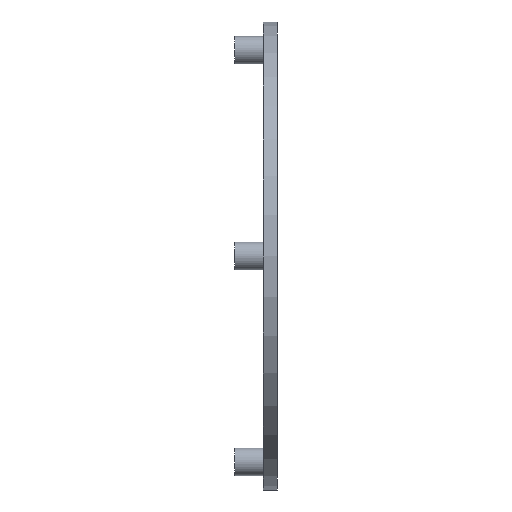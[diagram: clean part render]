
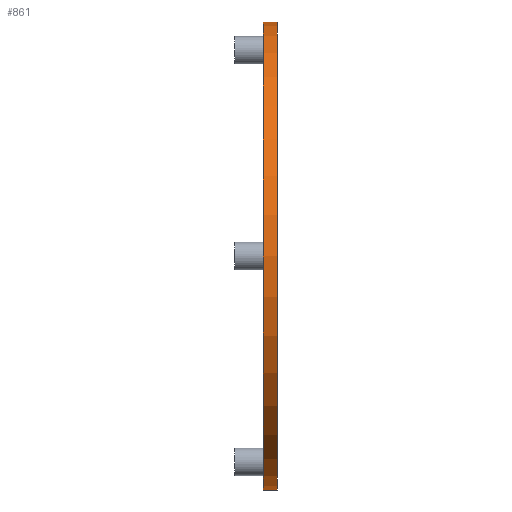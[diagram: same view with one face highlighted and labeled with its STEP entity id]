
A CAD part, left-side view. The second image highlights one B-rep face of the part: STEP entity #861.
In plain terms, the highlighted cylindrical face has radius 81.8 mm (diameter 163.6 mm), a partial arc.
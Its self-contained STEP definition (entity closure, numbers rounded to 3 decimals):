
#14 = DIRECTION ( 'NONE',  ( 0., -1., 0. ) ) ;
#32 = EDGE_CURVE ( 'NONE', #964, #1004, #1042, .T. ) ;
#105 = CIRCLE ( 'NONE', #1724, 81.8 ) ;
#155 = DIRECTION ( 'NONE',  ( 0., -1., 0. ) ) ;
#373 = VERTEX_POINT ( 'NONE', #1467 ) ;
#440 = LINE ( 'NONE', #1138, #981 ) ;
#447 = CARTESIAN_POINT ( 'NONE',  ( 0., 5., -81.8 ) ) ;
#466 = FACE_OUTER_BOUND ( 'NONE', #1436, .T. ) ;
#682 = DIRECTION ( 'NONE',  ( 0., 0., -1. ) ) ;
#716 = ORIENTED_EDGE ( 'NONE', *, *, #1243, .F. ) ;
#719 = VECTOR ( 'NONE', #835, 1000. ) ;
#737 = DIRECTION ( 'NONE',  ( 0., 0., -1. ) ) ;
#802 = VERTEX_POINT ( 'NONE', #447 ) ;
#822 = CARTESIAN_POINT ( 'NONE',  ( 0., 5., 0. ) ) ;
#827 = ORIENTED_EDGE ( 'NONE', *, *, #32, .F. ) ;
#835 = DIRECTION ( 'NONE',  ( 0., -1., 0. ) ) ;
#846 = DIRECTION ( 'NONE',  ( 0., -1., 0. ) ) ;
#861 = ADVANCED_FACE ( 'NONE', ( #466 ), #868, .T. ) ;
#868 = CYLINDRICAL_SURFACE ( 'NONE', #1208, 81.8 ) ;
#959 = CARTESIAN_POINT ( 'NONE',  ( 0., 0., 0. ) ) ;
#964 = VERTEX_POINT ( 'NONE', #1458 ) ;
#981 = VECTOR ( 'NONE', #846, 1000. ) ;
#1004 = VERTEX_POINT ( 'NONE', #1200 ) ;
#1042 = CIRCLE ( 'NONE', #1373, 81.8 ) ;
#1088 = LINE ( 'NONE', #1481, #719 ) ;
#1116 = DIRECTION ( 'NONE',  ( 0., 0., -1. ) ) ;
#1138 = CARTESIAN_POINT ( 'NONE',  ( 0., 5., 81.8 ) ) ;
#1163 = DIRECTION ( 'NONE',  ( 0., -1., 0. ) ) ;
#1174 = EDGE_CURVE ( 'NONE', #802, #1004, #1088, .T. ) ;
#1200 = CARTESIAN_POINT ( 'NONE',  ( 0., 0., -81.8 ) ) ;
#1208 = AXIS2_PLACEMENT_3D ( 'NONE', #1689, #1163, #737 ) ;
#1243 = EDGE_CURVE ( 'NONE', #373, #964, #440, .T. ) ;
#1262 = ORIENTED_EDGE ( 'NONE', *, *, #1174, .T. ) ;
#1373 = AXIS2_PLACEMENT_3D ( 'NONE', #959, #14, #1116 ) ;
#1436 = EDGE_LOOP ( 'NONE', ( #716, #1491, #1262, #827 ) ) ;
#1458 = CARTESIAN_POINT ( 'NONE',  ( 0., 0., 81.8 ) ) ;
#1467 = CARTESIAN_POINT ( 'NONE',  ( 0., 5., 81.8 ) ) ;
#1481 = CARTESIAN_POINT ( 'NONE',  ( 0., 5., -81.8 ) ) ;
#1491 = ORIENTED_EDGE ( 'NONE', *, *, #1673, .T. ) ;
#1673 = EDGE_CURVE ( 'NONE', #373, #802, #105, .T. ) ;
#1689 = CARTESIAN_POINT ( 'NONE',  ( 0., 5., 0. ) ) ;
#1724 = AXIS2_PLACEMENT_3D ( 'NONE', #822, #155, #682 ) ;
